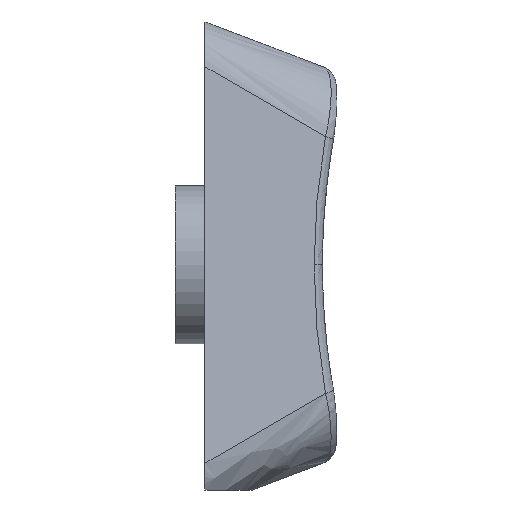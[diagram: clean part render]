
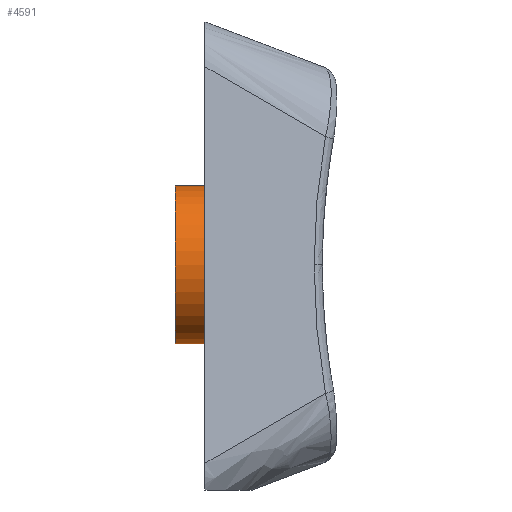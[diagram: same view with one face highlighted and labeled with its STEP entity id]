
A CAD part, left-side view. The second image highlights one B-rep face of the part: STEP entity #4591.
In plain terms, the highlighted cylindrical face has radius 2.65 mm (diameter 5.3 mm), a full revolution.
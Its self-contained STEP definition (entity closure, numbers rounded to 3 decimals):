
#4515 = CONICAL_SURFACE('',#4516,2.65,0.785);
#4516 = AXIS2_PLACEMENT_3D('',#4517,#4518,#4519);
#4517 = CARTESIAN_POINT('',(0.,-1.,0.));
#4518 = DIRECTION('',(0.,-1.,0.));
#4519 = DIRECTION('',(1.,0.,0.));
#4541 = VERTEX_POINT('',#4542);
#4542 = CARTESIAN_POINT('',(2.65,-1.,0.));
#4563 = EDGE_CURVE('',#4541,#4541,#4564,.T.);
#4564 = SURFACE_CURVE('',#4565,(#4570,#4577),.PCURVE_S1.);
#4565 = CIRCLE('',#4566,2.65);
#4566 = AXIS2_PLACEMENT_3D('',#4567,#4568,#4569);
#4567 = CARTESIAN_POINT('',(0.,-1.,0.));
#4568 = DIRECTION('',(0.,1.,0.));
#4569 = DIRECTION('',(1.,0.,0.));
#4570 = PCURVE('',#4515,#4571);
#4571 = DEFINITIONAL_REPRESENTATION('',(#4572),#4576);
#4572 = LINE('',#4573,#4574);
#4573 = CARTESIAN_POINT('',(-0.,0.));
#4574 = VECTOR('',#4575,1.);
#4575 = DIRECTION('',(-1.,0.));
#4576 = ( GEOMETRIC_REPRESENTATION_CONTEXT(2) 
PARAMETRIC_REPRESENTATION_CONTEXT() REPRESENTATION_CONTEXT('2D SPACE',''
  ) );
#4577 = PCURVE('',#4578,#4583);
#4578 = CYLINDRICAL_SURFACE('',#4579,2.65);
#4579 = AXIS2_PLACEMENT_3D('',#4580,#4581,#4582);
#4580 = CARTESIAN_POINT('',(0.,1.,0.));
#4581 = DIRECTION('',(-0.,1.,0.));
#4582 = DIRECTION('',(1.,0.,0.));
#4583 = DEFINITIONAL_REPRESENTATION('',(#4584),#4588);
#4584 = LINE('',#4585,#4586);
#4585 = CARTESIAN_POINT('',(-6.283,-2.));
#4586 = VECTOR('',#4587,1.);
#4587 = DIRECTION('',(1.,-0.));
#4588 = ( GEOMETRIC_REPRESENTATION_CONTEXT(2) 
PARAMETRIC_REPRESENTATION_CONTEXT() REPRESENTATION_CONTEXT('2D SPACE',''
  ) );
#4591 = ADVANCED_FACE('',(#4592),#4578,.T.);
#4592 = FACE_BOUND('',#4593,.F.);
#4593 = EDGE_LOOP('',(#4594,#4617,#4644,#4645));
#4594 = ORIENTED_EDGE('',*,*,#4595,.F.);
#4595 = EDGE_CURVE('',#4596,#4541,#4598,.T.);
#4596 = VERTEX_POINT('',#4597);
#4597 = CARTESIAN_POINT('',(2.65,1.,0.));
#4598 = SEAM_CURVE('',#4599,(#4603,#4610),.PCURVE_S1.);
#4599 = LINE('',#4600,#4601);
#4600 = CARTESIAN_POINT('',(2.65,1.,0.));
#4601 = VECTOR('',#4602,1.);
#4602 = DIRECTION('',(0.,-1.,0.));
#4603 = PCURVE('',#4578,#4604);
#4604 = DEFINITIONAL_REPRESENTATION('',(#4605),#4609);
#4605 = LINE('',#4606,#4607);
#4606 = CARTESIAN_POINT('',(-6.283,0.));
#4607 = VECTOR('',#4608,1.);
#4608 = DIRECTION('',(-0.,-1.));
#4609 = ( GEOMETRIC_REPRESENTATION_CONTEXT(2) 
PARAMETRIC_REPRESENTATION_CONTEXT() REPRESENTATION_CONTEXT('2D SPACE',''
  ) );
#4610 = PCURVE('',#4578,#4611);
#4611 = DEFINITIONAL_REPRESENTATION('',(#4612),#4616);
#4612 = LINE('',#4613,#4614);
#4613 = CARTESIAN_POINT('',(-0.,0.));
#4614 = VECTOR('',#4615,1.);
#4615 = DIRECTION('',(-0.,-1.));
#4616 = ( GEOMETRIC_REPRESENTATION_CONTEXT(2) 
PARAMETRIC_REPRESENTATION_CONTEXT() REPRESENTATION_CONTEXT('2D SPACE',''
  ) );
#4617 = ORIENTED_EDGE('',*,*,#4618,.F.);
#4618 = EDGE_CURVE('',#4596,#4596,#4619,.T.);
#4619 = SURFACE_CURVE('',#4620,(#4625,#4632),.PCURVE_S1.);
#4620 = CIRCLE('',#4621,2.65);
#4621 = AXIS2_PLACEMENT_3D('',#4622,#4623,#4624);
#4622 = CARTESIAN_POINT('',(0.,1.,0.));
#4623 = DIRECTION('',(0.,-1.,0.));
#4624 = DIRECTION('',(1.,0.,0.));
#4625 = PCURVE('',#4578,#4626);
#4626 = DEFINITIONAL_REPRESENTATION('',(#4627),#4631);
#4627 = LINE('',#4628,#4629);
#4628 = CARTESIAN_POINT('',(-0.,0.));
#4629 = VECTOR('',#4630,1.);
#4630 = DIRECTION('',(-1.,0.));
#4631 = ( GEOMETRIC_REPRESENTATION_CONTEXT(2) 
PARAMETRIC_REPRESENTATION_CONTEXT() REPRESENTATION_CONTEXT('2D SPACE',''
  ) );
#4632 = PCURVE('',#4633,#4638);
#4633 = PLANE('',#4634);
#4634 = AXIS2_PLACEMENT_3D('',#4635,#4636,#4637);
#4635 = CARTESIAN_POINT('',(0.,1.,0.)
  );
#4636 = DIRECTION('',(0.,-1.,0.));
#4637 = DIRECTION('',(1.,0.,0.));
#4638 = DEFINITIONAL_REPRESENTATION('',(#4639),#4643);
#4639 = CIRCLE('',#4640,2.65);
#4640 = AXIS2_PLACEMENT_2D('',#4641,#4642);
#4641 = CARTESIAN_POINT('',(0.,0.));
#4642 = DIRECTION('',(1.,0.));
#4643 = ( GEOMETRIC_REPRESENTATION_CONTEXT(2) 
PARAMETRIC_REPRESENTATION_CONTEXT() REPRESENTATION_CONTEXT('2D SPACE',''
  ) );
#4644 = ORIENTED_EDGE('',*,*,#4595,.T.);
#4645 = ORIENTED_EDGE('',*,*,#4563,.F.);
